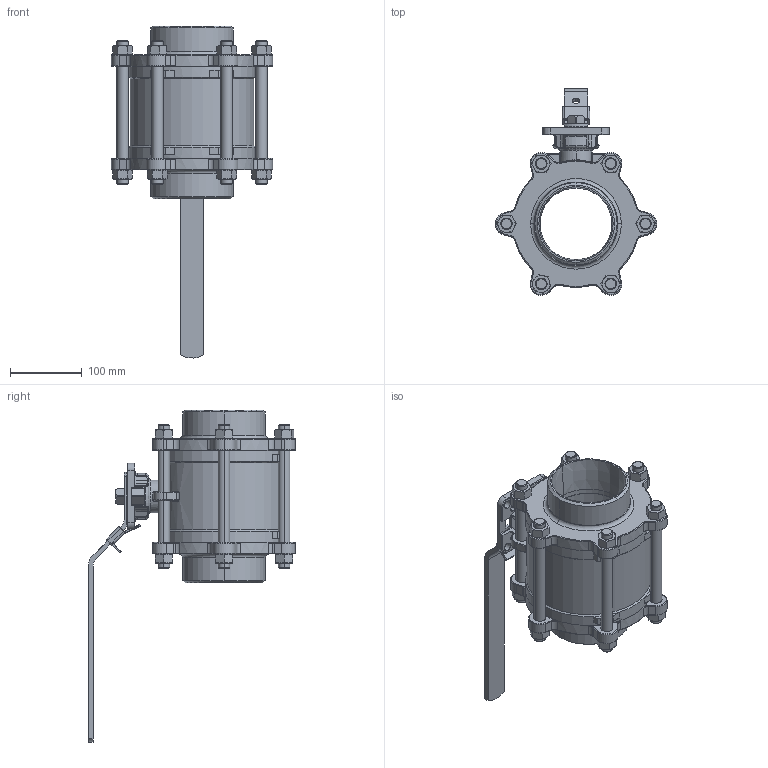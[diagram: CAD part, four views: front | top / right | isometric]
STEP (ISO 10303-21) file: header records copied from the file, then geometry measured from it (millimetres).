
FILE_DESCRIPTION (( 'STEP AP214' ), '1' );
FILE_NAME ('ZL9BK0K.STEP', '2010-09-03T06:30:34', ( 'Hsu22' ), ( 'Hollings' ), 'SwSTEP 2.0', 'SolidWorks 2008', '' );
FILE_SCHEMA (( 'AUTOMOTIVE_DESIGN' ));
Length unit declared in the file: millimetre
Products named in the file (7): YNM16_預設; SBL9BK4KBCX0_預設; SAL9T10TWKACX2_預設; ZL9BK0K; YSDM16-200_預設; SHA057F00K0_預設; SDDL9T10KA5_預設
Assembly tree (23 placements, depth 2):
  ZL9BK0K
    SDDL9T10KA5_預設
    YNM16_預設  x12
    YSDM16-200_預設  x6
    SBL9BK4KBCX0_預設  x2
    SAL9T10TWKACX2_預設
    SHA057F00K0_預設
Bounding box: 224 x 287.05 x 461.2 mm (x, y, z)
Volume: 1899991.6 mm3; surface area: 484860.4 mm2
Topology: 23 solids, 23 shells, 1078 faces, 2573 edges, 1529 vertices
Faces by surface type: cylinder 350, plane 277, cone 223, torus 168, bspline 46, sphere 14
Entity records: 22003 total; most frequent: CARTESIAN_POINT 6776, DIRECTION 3339, ORIENTED_EDGE 3074, EDGE_CURVE 1537, AXIS2_PLACEMENT_3D 1387, VERTEX_POINT 928, CIRCLE 780, EDGE_LOOP 683
